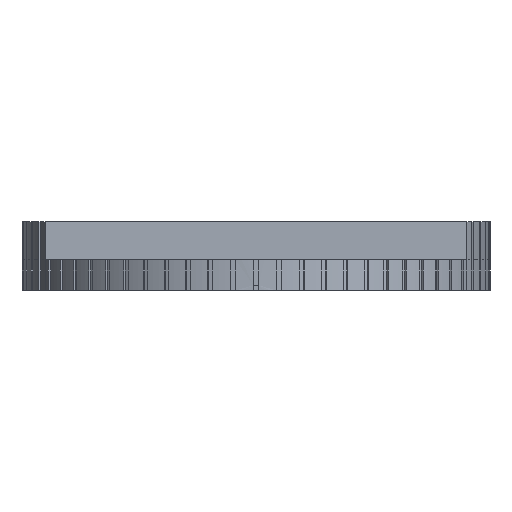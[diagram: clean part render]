
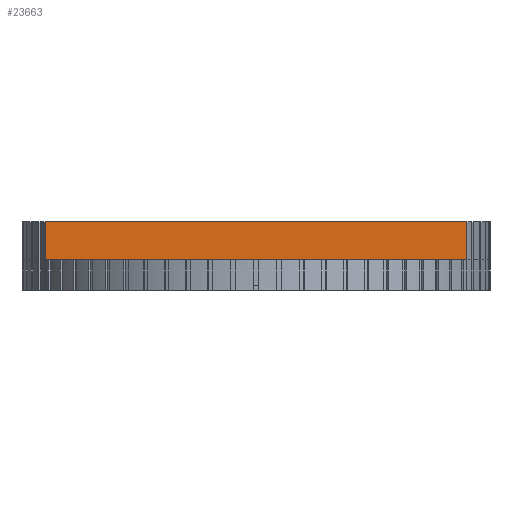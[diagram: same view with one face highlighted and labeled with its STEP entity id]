
A CAD part, left-side view. The second image highlights one B-rep face of the part: STEP entity #23663.
In plain terms, the highlighted planar face has unit normal (-1, 0, 0).
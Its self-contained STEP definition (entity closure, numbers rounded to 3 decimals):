
#7569 = PLANE('',#7570);
#7570 = AXIS2_PLACEMENT_3D('',#7571,#7572,#7573);
#7571 = CARTESIAN_POINT('',(-20.,-46.,13.5));
#7572 = DIRECTION('',(0.,0.,1.));
#7573 = DIRECTION('',(1.,0.,0.));
#12782 = VERTEX_POINT('',#12783);
#12783 = CARTESIAN_POINT('',(-20.,41.425,6.));
#12798 = CYLINDRICAL_SURFACE('',#12799,46.);
#12799 = AXIS2_PLACEMENT_3D('',#12800,#12801,#12802);
#12800 = CARTESIAN_POINT('',(0.,0.,0.));
#12801 = DIRECTION('',(0.,0.,1.));
#12802 = DIRECTION('',(1.,0.,0.));
#17460 = CYLINDRICAL_SURFACE('',#17461,46.);
#17461 = AXIS2_PLACEMENT_3D('',#17462,#17463,#17464);
#17462 = CARTESIAN_POINT('',(0.,0.,0.));
#17463 = DIRECTION('',(0.,0.,1.));
#17464 = DIRECTION('',(1.,0.,0.));
#17499 = VERTEX_POINT('',#17500);
#17500 = CARTESIAN_POINT('',(-20.,-41.425,6.));
#17601 = EDGE_CURVE('',#17602,#17604,#17606,.T.);
#17602 = VERTEX_POINT('',#17603);
#17603 = CARTESIAN_POINT('',(-20.,-41.425,13.5));
#17604 = VERTEX_POINT('',#17605);
#17605 = CARTESIAN_POINT('',(-20.,41.425,13.5));
#17606 = SURFACE_CURVE('',#17607,(#17611,#17618),.PCURVE_S1.);
#17607 = LINE('',#17608,#17609);
#17608 = CARTESIAN_POINT('',(-20.,-46.,13.5));
#17609 = VECTOR('',#17610,1.);
#17610 = DIRECTION('',(0.,1.,0.));
#17611 = PCURVE('',#7569,#17612);
#17612 = DEFINITIONAL_REPRESENTATION('',(#17613),#17617);
#17613 = LINE('',#17614,#17615);
#17614 = CARTESIAN_POINT('',(0.,0.));
#17615 = VECTOR('',#17616,1.);
#17616 = DIRECTION('',(0.,1.));
#17617 = ( GEOMETRIC_REPRESENTATION_CONTEXT(2) 
PARAMETRIC_REPRESENTATION_CONTEXT() REPRESENTATION_CONTEXT('2D SPACE',''
  ) );
#17618 = PCURVE('',#17619,#17624);
#17619 = PLANE('',#17620);
#17620 = AXIS2_PLACEMENT_3D('',#17621,#17622,#17623);
#17621 = CARTESIAN_POINT('',(-20.,-46.,0.));
#17622 = DIRECTION('',(1.,0.,0.));
#17623 = DIRECTION('',(0.,0.,1.));
#17624 = DEFINITIONAL_REPRESENTATION('',(#17625),#17629);
#17625 = LINE('',#17626,#17627);
#17626 = CARTESIAN_POINT('',(13.5,0.));
#17627 = VECTOR('',#17628,1.);
#17628 = DIRECTION('',(0.,-1.));
#17629 = ( GEOMETRIC_REPRESENTATION_CONTEXT(2) 
PARAMETRIC_REPRESENTATION_CONTEXT() REPRESENTATION_CONTEXT('2D SPACE',''
  ) );
#18793 = PLANE('',#18794);
#18794 = AXIS2_PLACEMENT_3D('',#18795,#18796,#18797);
#18795 = CARTESIAN_POINT('',(0.,0.,6.));
#18796 = DIRECTION('',(0.,0.,1.));
#18797 = DIRECTION('',(1.,0.,0.));
#23130 = EDGE_CURVE('',#12782,#17604,#23131,.T.);
#23131 = SURFACE_CURVE('',#23132,(#23136,#23142),.PCURVE_S1.);
#23132 = LINE('',#23133,#23134);
#23133 = CARTESIAN_POINT('',(-20.,41.425,0.));
#23134 = VECTOR('',#23135,1.);
#23135 = DIRECTION('',(0.,0.,1.));
#23136 = PCURVE('',#12798,#23137);
#23137 = DEFINITIONAL_REPRESENTATION('',(#23138),#23141);
#23138 = B_SPLINE_CURVE_WITH_KNOTS('',1,(#23139,#23140),.UNSPECIFIED.,
  .F.,.F.,(2,2),(0.,13.5),.PIECEWISE_BEZIER_KNOTS.);
#23139 = CARTESIAN_POINT('',(2.021,0.));
#23140 = CARTESIAN_POINT('',(2.021,13.5));
#23141 = ( GEOMETRIC_REPRESENTATION_CONTEXT(2) 
PARAMETRIC_REPRESENTATION_CONTEXT() REPRESENTATION_CONTEXT('2D SPACE',''
  ) );
#23142 = PCURVE('',#17619,#23143);
#23143 = DEFINITIONAL_REPRESENTATION('',(#23144),#23147);
#23144 = B_SPLINE_CURVE_WITH_KNOTS('',1,(#23145,#23146),.UNSPECIFIED.,
  .F.,.F.,(2,2),(0.,13.5),.PIECEWISE_BEZIER_KNOTS.);
#23145 = CARTESIAN_POINT('',(0.,-87.425));
#23146 = CARTESIAN_POINT('',(13.5,-87.425));
#23147 = ( GEOMETRIC_REPRESENTATION_CONTEXT(2) 
PARAMETRIC_REPRESENTATION_CONTEXT() REPRESENTATION_CONTEXT('2D SPACE',''
  ) );
#23498 = EDGE_CURVE('',#17499,#17602,#23499,.T.);
#23499 = SURFACE_CURVE('',#23500,(#23504,#23510),.PCURVE_S1.);
#23500 = LINE('',#23501,#23502);
#23501 = CARTESIAN_POINT('',(-20.,-41.425,0.));
#23502 = VECTOR('',#23503,1.);
#23503 = DIRECTION('',(0.,0.,1.));
#23504 = PCURVE('',#17460,#23505);
#23505 = DEFINITIONAL_REPRESENTATION('',(#23506),#23509);
#23506 = B_SPLINE_CURVE_WITH_KNOTS('',1,(#23507,#23508),.UNSPECIFIED.,
  .F.,.F.,(2,2),(0.,13.5),.PIECEWISE_BEZIER_KNOTS.);
#23507 = CARTESIAN_POINT('',(4.263,0.));
#23508 = CARTESIAN_POINT('',(4.263,13.5));
#23509 = ( GEOMETRIC_REPRESENTATION_CONTEXT(2) 
PARAMETRIC_REPRESENTATION_CONTEXT() REPRESENTATION_CONTEXT('2D SPACE',''
  ) );
#23510 = PCURVE('',#17619,#23511);
#23511 = DEFINITIONAL_REPRESENTATION('',(#23512),#23515);
#23512 = B_SPLINE_CURVE_WITH_KNOTS('',1,(#23513,#23514),.UNSPECIFIED.,
  .F.,.F.,(2,2),(0.,13.5),.PIECEWISE_BEZIER_KNOTS.);
#23513 = CARTESIAN_POINT('',(0.,-4.575));
#23514 = CARTESIAN_POINT('',(13.5,-4.575));
#23515 = ( GEOMETRIC_REPRESENTATION_CONTEXT(2) 
PARAMETRIC_REPRESENTATION_CONTEXT() REPRESENTATION_CONTEXT('2D SPACE',''
  ) );
#23663 = ADVANCED_FACE('',(#23664),#17619,.F.);
#23664 = FACE_BOUND('',#23665,.F.);
#23665 = EDGE_LOOP('',(#23666,#23667,#23668,#23687));
#23666 = ORIENTED_EDGE('',*,*,#17601,.F.);
#23667 = ORIENTED_EDGE('',*,*,#23498,.F.);
#23668 = ORIENTED_EDGE('',*,*,#23669,.T.);
#23669 = EDGE_CURVE('',#17499,#12782,#23670,.T.);
#23670 = SURFACE_CURVE('',#23671,(#23675,#23681),.PCURVE_S1.);
#23671 = LINE('',#23672,#23673);
#23672 = CARTESIAN_POINT('',(-20.,-23.,6.));
#23673 = VECTOR('',#23674,1.);
#23674 = DIRECTION('',(0.,1.,0.));
#23675 = PCURVE('',#17619,#23676);
#23676 = DEFINITIONAL_REPRESENTATION('',(#23677),#23680);
#23677 = B_SPLINE_CURVE_WITH_KNOTS('',1,(#23678,#23679),.UNSPECIFIED.,
  .F.,.F.,(2,2),(-26.71,72.71),
  .PIECEWISE_BEZIER_KNOTS.);
#23678 = CARTESIAN_POINT('',(6.,3.71));
#23679 = CARTESIAN_POINT('',(6.,-95.71));
#23680 = ( GEOMETRIC_REPRESENTATION_CONTEXT(2) 
PARAMETRIC_REPRESENTATION_CONTEXT() REPRESENTATION_CONTEXT('2D SPACE',''
  ) );
#23681 = PCURVE('',#18793,#23682);
#23682 = DEFINITIONAL_REPRESENTATION('',(#23683),#23686);
#23683 = B_SPLINE_CURVE_WITH_KNOTS('',1,(#23684,#23685),.UNSPECIFIED.,
  .F.,.F.,(2,2),(-26.71,72.71),
  .PIECEWISE_BEZIER_KNOTS.);
#23684 = CARTESIAN_POINT('',(-20.,-49.71));
#23685 = CARTESIAN_POINT('',(-20.,49.71));
#23686 = ( GEOMETRIC_REPRESENTATION_CONTEXT(2) 
PARAMETRIC_REPRESENTATION_CONTEXT() REPRESENTATION_CONTEXT('2D SPACE',''
  ) );
#23687 = ORIENTED_EDGE('',*,*,#23130,.T.);
